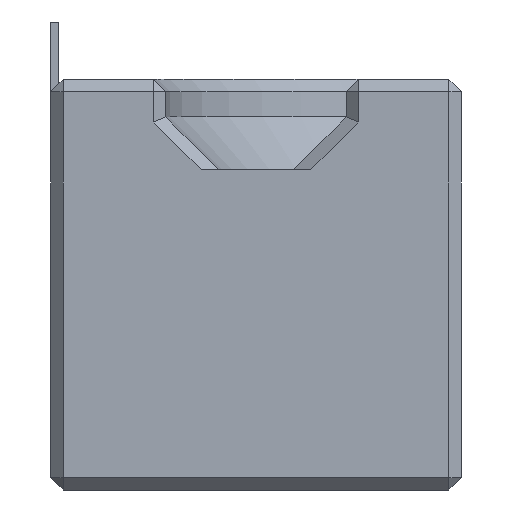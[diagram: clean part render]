
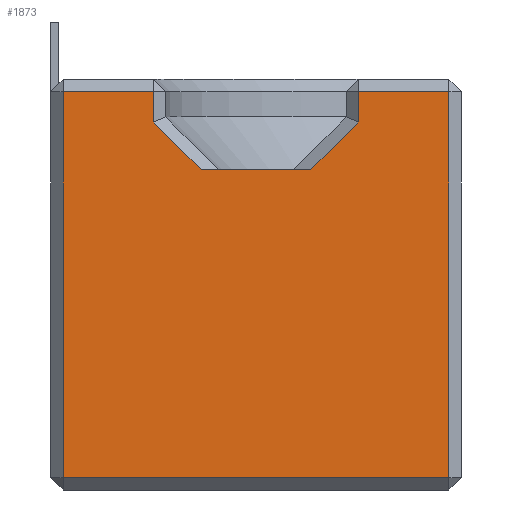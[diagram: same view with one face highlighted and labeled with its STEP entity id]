
A CAD part, left-side view. The second image highlights one B-rep face of the part: STEP entity #1873.
In plain terms, the highlighted planar face has unit normal (-1, 0, 0).
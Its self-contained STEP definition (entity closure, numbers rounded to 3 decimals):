
#59 = EDGE_CURVE ( 'NONE', #901, #200, #899, .T. ) ;
#88 = CARTESIAN_POINT ( 'NONE',  ( 0., 29.556, 39. ) ) ;
#153 = CARTESIAN_POINT ( 'NONE',  ( 0., 12.5, 50. ) ) ;
#166 = CARTESIAN_POINT ( 'NONE',  ( 0., 21.339, 28.661 ) ) ;
#171 = CARTESIAN_POINT ( 'NONE',  ( 0., 0., 48.5 ) ) ;
#172 = EDGE_LOOP ( 'NONE', ( #1323, #2131, #270, #1209, #709, #2055, #323, #996, #1973, #754 ) ) ;
#200 = VERTEX_POINT ( 'NONE', #1950 ) ;
#216 = EDGE_CURVE ( 'NONE', #1697, #804, #1803, .T. ) ;
#229 = VECTOR ( 'NONE', #1520, 1000. ) ;
#233 = DIRECTION ( 'NONE',  ( 0., -1., 0. ) ) ;
#264 = AXIS2_PLACEMENT_3D ( 'NONE', #704, #1368, #1524 ) ;
#270 = ORIENTED_EDGE ( 'NONE', *, *, #1115, .T. ) ;
#323 = ORIENTED_EDGE ( 'NONE', *, *, #216, .T. ) ;
#326 = DIRECTION ( 'NONE',  ( 0., 0.707, -0.707 ) ) ;
#375 = VERTEX_POINT ( 'NONE', #1788 ) ;
#598 = DIRECTION ( 'NONE',  ( 0., 1., 0. ) ) ;
#640 = CARTESIAN_POINT ( 'NONE',  ( 0., 3.661, 53.661 ) ) ;
#641 = VECTOR ( 'NONE', #1332, 1000. ) ;
#660 = VERTEX_POINT ( 'NONE', #1296 ) ;
#671 = DIRECTION ( 'NONE',  ( 0., 0., -1. ) ) ;
#673 = VECTOR ( 'NONE', #1687, 1000. ) ;
#696 = CARTESIAN_POINT ( 'NONE',  ( 0., 48.5, 1.5 ) ) ;
#704 = CARTESIAN_POINT ( 'NONE',  ( 0., 0., 50. ) ) ;
#709 = ORIENTED_EDGE ( 'NONE', *, *, #1539, .T. ) ;
#754 = ORIENTED_EDGE ( 'NONE', *, *, #1517, .T. ) ;
#804 = VERTEX_POINT ( 'NONE', #812 ) ;
#812 = CARTESIAN_POINT ( 'NONE',  ( 0., 1.5, 1.5 ) ) ;
#819 = VECTOR ( 'NONE', #598, 1000. ) ;
#829 = DIRECTION ( 'NONE',  ( 0., 0.707, 0.707 ) ) ;
#899 = LINE ( 'NONE', #88, #1057 ) ;
#901 = VERTEX_POINT ( 'NONE', #2042 ) ;
#915 = CARTESIAN_POINT ( 'NONE',  ( 0., 0., 48.5 ) ) ;
#954 = VERTEX_POINT ( 'NONE', #1206 ) ;
#996 = ORIENTED_EDGE ( 'NONE', *, *, #2132, .T. ) ;
#999 = LINE ( 'NONE', #153, #1527 ) ;
#1000 = VERTEX_POINT ( 'NONE', #1025 ) ;
#1013 = EDGE_CURVE ( 'NONE', #954, #1819, #1251, .T. ) ;
#1025 = CARTESIAN_POINT ( 'NONE',  ( 0., 48.5, 48.5 ) ) ;
#1048 = EDGE_CURVE ( 'NONE', #1072, #660, #1770, .T. ) ;
#1057 = VECTOR ( 'NONE', #233, 1000. ) ;
#1072 = VERTEX_POINT ( 'NONE', #1149 ) ;
#1098 = VECTOR ( 'NONE', #326, 1000. ) ;
#1104 = CARTESIAN_POINT ( 'NONE',  ( 0., 0., 1.5 ) ) ;
#1115 = EDGE_CURVE ( 'NONE', #901, #954, #1481, .T. ) ;
#1147 = DIRECTION ( 'NONE',  ( 0., 0., -1. ) ) ;
#1149 = CARTESIAN_POINT ( 'NONE',  ( 0., 1.5, 48.5 ) ) ;
#1206 = CARTESIAN_POINT ( 'NONE',  ( 0., 37.5, 44.822 ) ) ;
#1209 = ORIENTED_EDGE ( 'NONE', *, *, #1013, .T. ) ;
#1224 = FACE_OUTER_BOUND ( 'NONE', #172, .T. ) ;
#1251 = LINE ( 'NONE', #1414, #1490 ) ;
#1296 = CARTESIAN_POINT ( 'NONE',  ( 0., 12.5, 48.5 ) ) ;
#1303 = CARTESIAN_POINT ( 'NONE',  ( 0., 37.5, 48.5 ) ) ;
#1323 = ORIENTED_EDGE ( 'NONE', *, *, #1509, .T. ) ;
#1332 = DIRECTION ( 'NONE',  ( 0., 0., 1. ) ) ;
#1343 = LINE ( 'NONE', #1862, #2085 ) ;
#1368 = DIRECTION ( 'NONE',  ( 1., 0., 0. ) ) ;
#1414 = CARTESIAN_POINT ( 'NONE',  ( 0., 37.5, 50. ) ) ;
#1460 = LINE ( 'NONE', #640, #1098 ) ;
#1476 = LINE ( 'NONE', #2136, #641 ) ;
#1481 = LINE ( 'NONE', #166, #1951 ) ;
#1490 = VECTOR ( 'NONE', #1949, 1000. ) ;
#1509 = EDGE_CURVE ( 'NONE', #375, #200, #1460, .T. ) ;
#1517 = EDGE_CURVE ( 'NONE', #660, #375, #999, .T. ) ;
#1520 = DIRECTION ( 'NONE',  ( 0., 1., 0. ) ) ;
#1524 = DIRECTION ( 'NONE',  ( 0., 0., -1. ) ) ;
#1527 = VECTOR ( 'NONE', #1147, 1000. ) ;
#1539 = EDGE_CURVE ( 'NONE', #1819, #1000, #1711, .T. ) ;
#1569 = PLANE ( 'NONE',  #264 ) ;
#1573 = EDGE_CURVE ( 'NONE', #1000, #1697, #1343, .T. ) ;
#1687 = DIRECTION ( 'NONE',  ( 0., -1., 0. ) ) ;
#1697 = VERTEX_POINT ( 'NONE', #696 ) ;
#1711 = LINE ( 'NONE', #171, #229 ) ;
#1770 = LINE ( 'NONE', #915, #819 ) ;
#1788 = CARTESIAN_POINT ( 'NONE',  ( 0., 12.5, 44.822 ) ) ;
#1803 = LINE ( 'NONE', #1104, #673 ) ;
#1819 = VERTEX_POINT ( 'NONE', #1303 ) ;
#1862 = CARTESIAN_POINT ( 'NONE',  ( 0., 48.5, 50. ) ) ;
#1873 = ADVANCED_FACE ( 'NONE', ( #1224 ), #1569, .F. ) ;
#1949 = DIRECTION ( 'NONE',  ( 0., 0., 1. ) ) ;
#1950 = CARTESIAN_POINT ( 'NONE',  ( 0., 18.322, 39. ) ) ;
#1951 = VECTOR ( 'NONE', #829, 1000. ) ;
#1973 = ORIENTED_EDGE ( 'NONE', *, *, #1048, .T. ) ;
#2042 = CARTESIAN_POINT ( 'NONE',  ( 0., 31.678, 39. ) ) ;
#2055 = ORIENTED_EDGE ( 'NONE', *, *, #1573, .T. ) ;
#2085 = VECTOR ( 'NONE', #671, 1000. ) ;
#2131 = ORIENTED_EDGE ( 'NONE', *, *, #59, .F. ) ;
#2132 = EDGE_CURVE ( 'NONE', #804, #1072, #1476, .T. ) ;
#2136 = CARTESIAN_POINT ( 'NONE',  ( 0., 1.5, 50. ) ) ;
